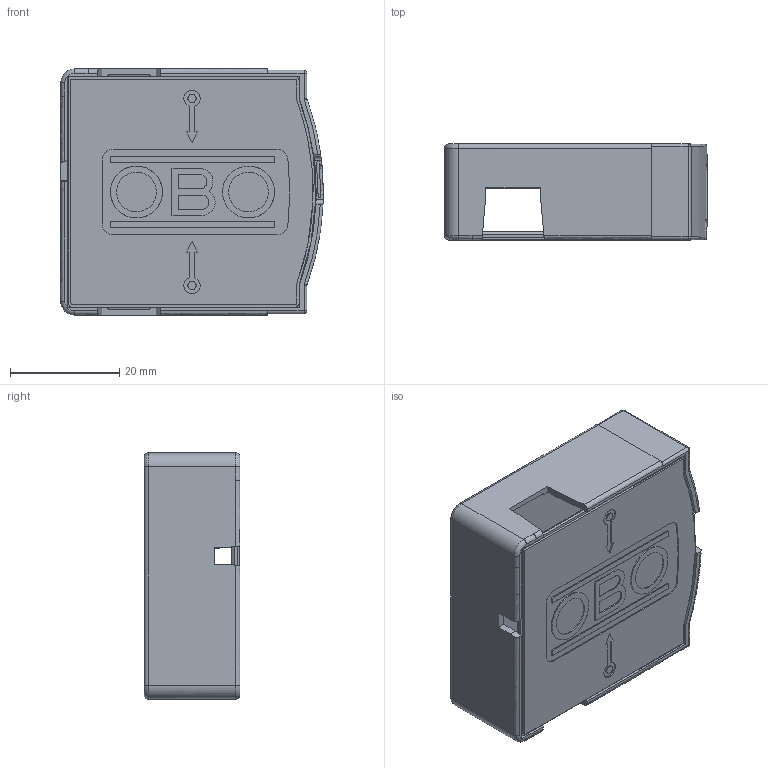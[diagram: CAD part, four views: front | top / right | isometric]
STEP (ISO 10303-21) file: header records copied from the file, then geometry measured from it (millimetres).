
FILE_DESCRIPTION(/* description */ (''),/* implementation_level */ '2;1');
FILE_NAME(/* name */ '5095603',/* time_stamp */ '2014-09-08T10:02:03+02:00',/* author */ (''),/* organization */ (''),/* preprocessor_version */ 'ST-DEVELOPER v15',/* originating_system */ '',/* authorisation */ '');
FILE_SCHEMA (('AUTOMOTIVE_DESIGN'));
Length unit declared in the file: millimetre
Products named in the file (2): Document; Block 01
Assembly tree (1 placements, depth 2):
  Document
    Block 01
Bounding box: 48 x 17.5 x 45 mm (x, y, z)
Volume: 8766.6 mm3; surface area: 13557.1 mm2
Topology: 2 solids, 2 shells, 442 faces, 1153 edges, 724 vertices
Faces by surface type: bspline 231, plane 211
Entity records: 17841 total; most frequent: CARTESIAN_POINT 10924, ORIENTED_EDGE 2242, EDGE_CURVE 1121, VERTEX_POINT 724, B_SPLINE_CURVE_WITH_KNOTS 722, EDGE_LOOP 483, ADVANCED_FACE 442, FACE_OUTER_BOUND 442
